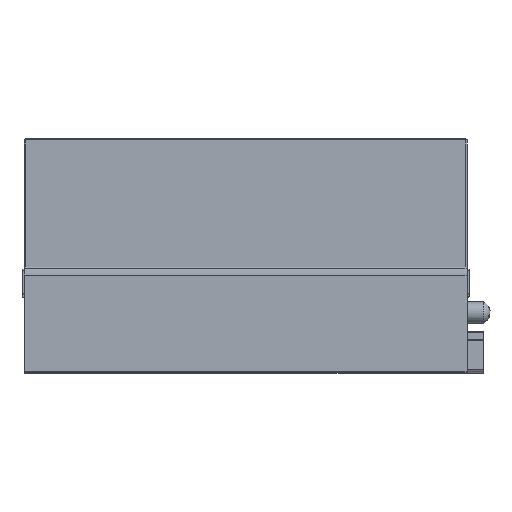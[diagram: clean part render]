
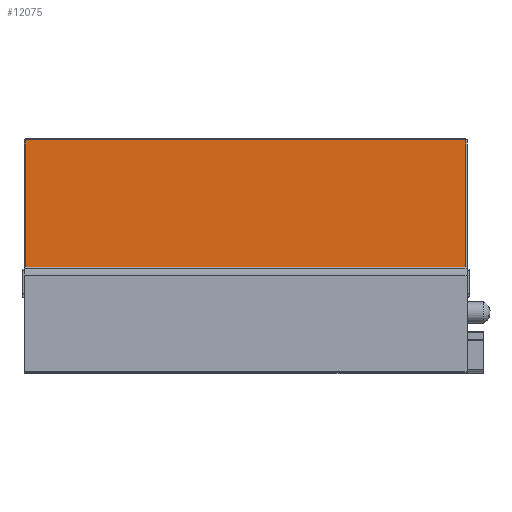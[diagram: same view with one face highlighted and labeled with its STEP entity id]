
A CAD part, left-side view. The second image highlights one B-rep face of the part: STEP entity #12075.
In plain terms, the highlighted planar face has unit normal (-1, 0, 0).
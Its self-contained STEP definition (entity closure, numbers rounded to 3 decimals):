
#2549=ORIENTED_EDGE('',*,*,#5325,.T.);
#2550=ORIENTED_EDGE('',*,*,#5326,.T.);
#2551=ORIENTED_EDGE('',*,*,#5327,.T.);
#2552=ORIENTED_EDGE('',*,*,#5328,.T.);
#5325=EDGE_CURVE('',#6848,#6849,#8051,.T.);
#5326=EDGE_CURVE('',#6849,#6850,#8052,.T.);
#5327=EDGE_CURVE('',#6850,#6851,#8053,.T.);
#5328=EDGE_CURVE('',#6851,#6848,#8054,.T.);
#6848=VERTEX_POINT('',#19663);
#6849=VERTEX_POINT('',#19664);
#6850=VERTEX_POINT('',#19666);
#6851=VERTEX_POINT('',#19668);
#8051=LINE('',#19662,#9229);
#8052=LINE('',#19665,#9230);
#8053=LINE('',#19667,#9231);
#8054=LINE('',#19669,#9232);
#9229=VECTOR('',#15351,1000.);
#9230=VECTOR('',#15352,1000.);
#9231=VECTOR('',#15353,1000.);
#9232=VECTOR('',#15354,1000.);
#10161=EDGE_LOOP('',(#2549,#2550,#2551,#2552));
#10895=FACE_BOUND('',#10161,.T.);
#11493=PLANE('',#13312);
#12075=ADVANCED_FACE('',(#10895),#11493,.T.);
#13312=AXIS2_PLACEMENT_3D('',#19661,#15349,#15350);
#15349=DIRECTION('',(-1.,0.,0.));
#15350=DIRECTION('',(0.,0.,1.));
#15351=DIRECTION('',(0.,1.,0.));
#15352=DIRECTION('',(0.,0.,-1.));
#15353=DIRECTION('',(0.,-1.,0.));
#15354=DIRECTION('',(0.,0.,1.));
#19661=CARTESIAN_POINT('',(-5.,200.,100.));
#19662=CARTESIAN_POINT('',(-5.,190.,-1.5));
#19663=CARTESIAN_POINT('',(-5.,0.5,-1.5));
#19664=CARTESIAN_POINT('',(-5.,189.5,-1.5));
#19665=CARTESIAN_POINT('',(-5.,189.5,-99.5));
#19666=CARTESIAN_POINT('',(-5.,189.5,-99.5));
#19667=CARTESIAN_POINT('',(-5.,200.,-99.5));
#19668=CARTESIAN_POINT('',(-5.,0.5,-99.5));
#19669=CARTESIAN_POINT('',(-5.,0.5,100.));
